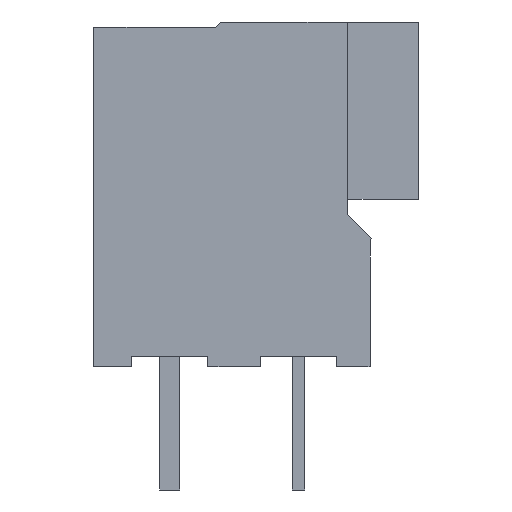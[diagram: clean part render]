
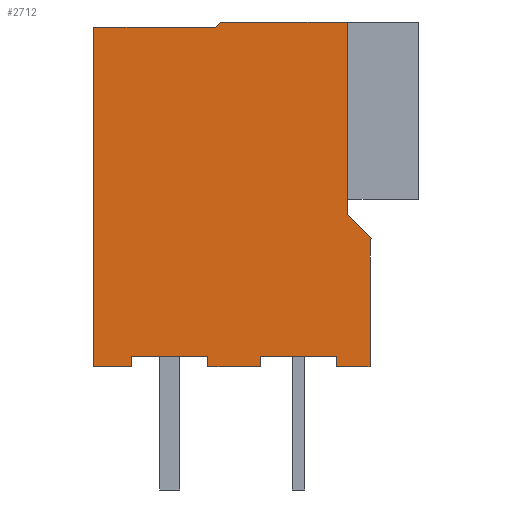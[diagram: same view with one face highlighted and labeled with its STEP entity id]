
A CAD part, left-side view. The second image highlights one B-rep face of the part: STEP entity #2712.
In plain terms, the highlighted planar face has unit normal (-1, 0, 0).
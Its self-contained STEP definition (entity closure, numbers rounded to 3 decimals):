
#394=DIRECTION('',(0.,-1.,0.));
#395=VECTOR('',#394,5.);
#396=CARTESIAN_POINT('',(-3.,0.,13.6));
#397=LINE('',#396,#395);
#498=DIRECTION('',(0.,0.,1.));
#499=VECTOR('',#498,7.6);
#500=CARTESIAN_POINT('',(-3.,-5.,6.));
#501=LINE('',#500,#499);
#574=DIRECTION('',(0.,0.,1.));
#575=VECTOR('',#574,0.4);
#576=CARTESIAN_POINT('',(-3.,3.5,0.));
#577=LINE('',#576,#575);
#578=DIRECTION('',(0.,1.,0.));
#579=VECTOR('',#578,1.5);
#580=CARTESIAN_POINT('',(-3.,3.5,0.));
#581=LINE('',#580,#579);
#582=DIRECTION('',(0.,0.,1.));
#583=VECTOR('',#582,13.4);
#584=CARTESIAN_POINT('',(-3.,5.,0.));
#585=LINE('',#584,#583);
#586=DIRECTION('',(0.,-1.,0.));
#587=VECTOR('',#586,4.8);
#588=CARTESIAN_POINT('',(-3.,5.,13.4));
#589=LINE('',#588,#587);
#590=DIRECTION('',(0.,-0.707,0.707));
#591=VECTOR('',#590,0.283);
#592=CARTESIAN_POINT('',(-3.,0.2,13.4));
#593=LINE('',#592,#591);
#594=DIRECTION('',(0.,-0.707,-0.707));
#595=VECTOR('',#594,1.344);
#596=CARTESIAN_POINT('',(-3.,-5.,6.));
#597=LINE('',#596,#595);
#598=DIRECTION('',(0.,0.707,-0.707));
#599=VECTOR('',#598,0.071);
#600=CARTESIAN_POINT('',(-3.,-5.95,5.05));
#601=LINE('',#600,#599);
#602=DIRECTION('',(0.,0.,-1.));
#603=VECTOR('',#602,5.);
#604=CARTESIAN_POINT('',(-3.,-5.9,5.));
#605=LINE('',#604,#603);
#606=DIRECTION('',(0.,1.,0.));
#607=VECTOR('',#606,1.32);
#608=CARTESIAN_POINT('',(-3.,-5.9,0.));
#609=LINE('',#608,#607);
#610=DIRECTION('',(0.,0.,1.));
#611=VECTOR('',#610,0.4);
#612=CARTESIAN_POINT('',(-3.,-4.58,0.));
#613=LINE('',#612,#611);
#614=DIRECTION('',(0.,-1.,0.));
#615=VECTOR('',#614,3.);
#616=CARTESIAN_POINT('',(-3.,-1.58,0.4));
#617=LINE('',#616,#615);
#618=DIRECTION('',(0.,0.,1.));
#619=VECTOR('',#618,0.4);
#620=CARTESIAN_POINT('',(-3.,-1.58,0.));
#621=LINE('',#620,#619);
#622=DIRECTION('',(0.,1.,0.));
#623=VECTOR('',#622,2.08);
#624=CARTESIAN_POINT('',(-3.,-1.58,0.));
#625=LINE('',#624,#623);
#626=DIRECTION('',(0.,0.,1.));
#627=VECTOR('',#626,0.4);
#628=CARTESIAN_POINT('',(-3.,0.5,0.));
#629=LINE('',#628,#627);
#630=DIRECTION('',(0.,-1.,0.));
#631=VECTOR('',#630,3.);
#632=CARTESIAN_POINT('',(-3.,3.5,0.4));
#633=LINE('',#632,#631);
#1602=CARTESIAN_POINT('',(-3.,5.,0.));
#1603=CARTESIAN_POINT('',(-3.,5.,13.4));
#1604=VERTEX_POINT('',#1602);
#1605=VERTEX_POINT('',#1603);
#1606=CARTESIAN_POINT('',(-3.,0.2,13.4));
#1607=VERTEX_POINT('',#1606);
#1608=CARTESIAN_POINT('',(-3.,0.,13.6));
#1609=CARTESIAN_POINT('',(-3.,-5.,13.6));
#1610=VERTEX_POINT('',#1608);
#1611=VERTEX_POINT('',#1609);
#1612=CARTESIAN_POINT('',(-3.,-5.95,5.05));
#1613=CARTESIAN_POINT('',(-3.,-5.9,5.));
#1614=VERTEX_POINT('',#1612);
#1615=VERTEX_POINT('',#1613);
#1616=CARTESIAN_POINT('',(-3.,-5.9,0.));
#1617=VERTEX_POINT('',#1616);
#1618=CARTESIAN_POINT('',(-3.,-5.,6.));
#1619=VERTEX_POINT('',#1618);
#1692=CARTESIAN_POINT('',(-3.,3.5,0.));
#1693=CARTESIAN_POINT('',(-3.,3.5,0.4));
#1694=VERTEX_POINT('',#1692);
#1695=VERTEX_POINT('',#1693);
#1696=CARTESIAN_POINT('',(-3.,0.5,0.4));
#1697=VERTEX_POINT('',#1696);
#1698=CARTESIAN_POINT('',(-3.,0.5,0.));
#1699=VERTEX_POINT('',#1698);
#1700=CARTESIAN_POINT('',(-3.,-1.58,0.));
#1701=CARTESIAN_POINT('',(-3.,-1.58,0.4));
#1702=VERTEX_POINT('',#1700);
#1703=VERTEX_POINT('',#1701);
#1704=CARTESIAN_POINT('',(-3.,-4.58,0.4));
#1705=VERTEX_POINT('',#1704);
#1706=CARTESIAN_POINT('',(-3.,-4.58,0.));
#1707=VERTEX_POINT('',#1706);
#2679=CARTESIAN_POINT('',(-3.,0.,0.));
#2680=DIRECTION('',(-1.,0.,0.));
#2681=DIRECTION('',(0.,-1.,0.));
#2682=AXIS2_PLACEMENT_3D('',#2679,#2680,#2681);
#2683=PLANE('',#2682);
#2685=ORIENTED_EDGE('',*,*,#2684,.F.);
#2686=ORIENTED_EDGE('',*,*,#2129,.T.);
#2688=ORIENTED_EDGE('',*,*,#2687,.T.);
#2690=ORIENTED_EDGE('',*,*,#2689,.T.);
#2692=ORIENTED_EDGE('',*,*,#2691,.T.);
#2693=ORIENTED_EDGE('',*,*,#2439,.T.);
#2694=ORIENTED_EDGE('',*,*,#2552,.F.);
#2695=ORIENTED_EDGE('',*,*,#2176,.T.);
#2696=ORIENTED_EDGE('',*,*,#2159,.T.);
#2697=ORIENTED_EDGE('',*,*,#2144,.T.);
#2698=ORIENTED_EDGE('',*,*,#2097,.T.);
#2700=ORIENTED_EDGE('',*,*,#2699,.T.);
#2702=ORIENTED_EDGE('',*,*,#2701,.F.);
#2704=ORIENTED_EDGE('',*,*,#2703,.F.);
#2705=ORIENTED_EDGE('',*,*,#2113,.T.);
#2707=ORIENTED_EDGE('',*,*,#2706,.T.);
#2709=ORIENTED_EDGE('',*,*,#2708,.F.);
#2710=EDGE_LOOP('',(#2685,#2686,#2688,#2690,#2692,#2693,#2694,#2695,#2696,#2697,
#2698,#2700,#2702,#2704,#2705,#2707,#2709));
#2711=FACE_OUTER_BOUND('',#2710,.F.);
#2097=EDGE_CURVE('',#1617,#1707,#609,.T.);
#2113=EDGE_CURVE('',#1702,#1699,#625,.T.);
#2129=EDGE_CURVE('',#1694,#1604,#581,.T.);
#2144=EDGE_CURVE('',#1615,#1617,#605,.T.);
#2159=EDGE_CURVE('',#1614,#1615,#601,.T.);
#2176=EDGE_CURVE('',#1619,#1614,#597,.T.);
#2439=EDGE_CURVE('',#1610,#1611,#397,.T.);
#2552=EDGE_CURVE('',#1619,#1611,#501,.T.);
#2684=EDGE_CURVE('',#1694,#1695,#577,.T.);
#2687=EDGE_CURVE('',#1604,#1605,#585,.T.);
#2689=EDGE_CURVE('',#1605,#1607,#589,.T.);
#2691=EDGE_CURVE('',#1607,#1610,#593,.T.);
#2699=EDGE_CURVE('',#1707,#1705,#613,.T.);
#2701=EDGE_CURVE('',#1703,#1705,#617,.T.);
#2703=EDGE_CURVE('',#1702,#1703,#621,.T.);
#2706=EDGE_CURVE('',#1699,#1697,#629,.T.);
#2708=EDGE_CURVE('',#1695,#1697,#633,.T.);
#2712=ADVANCED_FACE('',(#2711),#2683,.T.);
